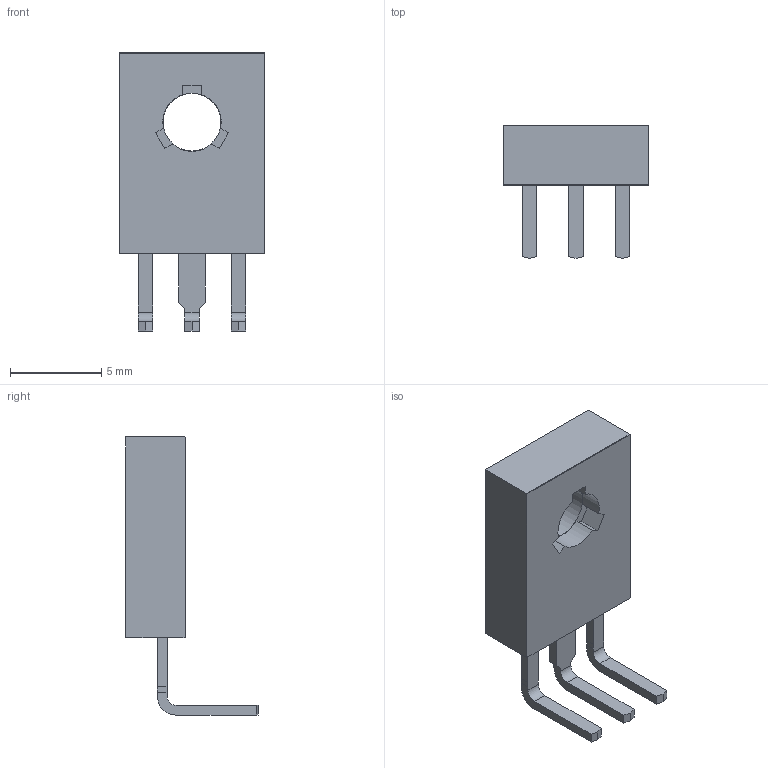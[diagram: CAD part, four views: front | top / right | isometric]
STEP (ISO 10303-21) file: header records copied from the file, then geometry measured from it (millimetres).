
FILE_DESCRIPTION(/* description */ (''),/* implementation_level */ '2;1');
FILE_NAME(/* name */ 'TO-126-3_Vertical v3.step',/* time_stamp */ '2024-02-22T11:21:43+01:00',/* author */ (''),/* organization */ (''),/* preprocessor_version */ 'ST-DEVELOPER v20',/* originating_system */ 'Autodesk Translation Framework v12.20.1.177',/* authorisation */ '');
FILE_SCHEMA (('AUTOMOTIVE_DESIGN { 1 0 10303 214 3 1 1 }'));
Length unit declared in the file: millimetre
Products named in the file (1): TO-126-3_Vertical
Bounding box: 8 x 7.26 x 15.25 mm (x, y, z)
Volume: 270.2 mm3; surface area: 394.6 mm2
Topology: 1 solids, 1 shells, 77 faces, 213 edges, 142 vertices
Faces by surface type: plane 61, cylinder 16
Full cylindrical faces by diameter (mm): 3.16 x1, 3.2 x1, 4 x1
Entity records: 2549 total; most frequent: CARTESIAN_POINT 433, ORIENTED_EDGE 426, DIRECTION 401, EDGE_CURVE 213, LINE 181, VECTOR 181, VERTEX_POINT 142, AXIS2_PLACEMENT_3D 110
